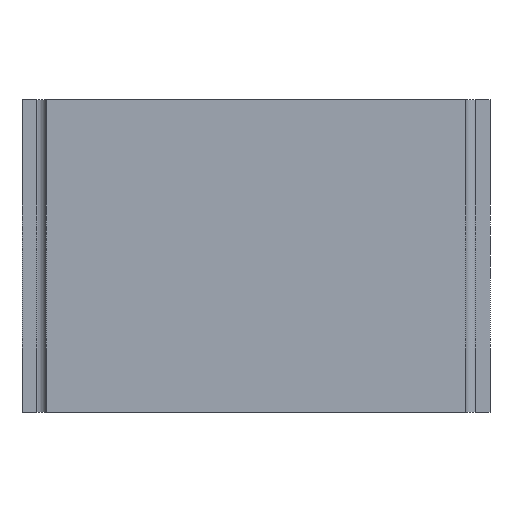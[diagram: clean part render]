
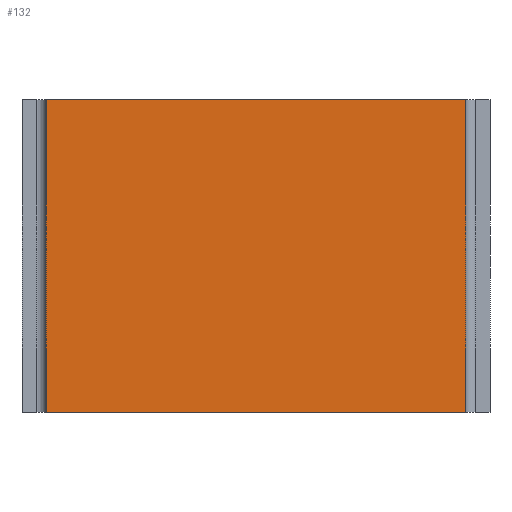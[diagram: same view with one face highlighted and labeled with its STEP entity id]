
A CAD part, left-side view. The second image highlights one B-rep face of the part: STEP entity #132.
In plain terms, the highlighted planar face has unit normal (-1, 0, 0).
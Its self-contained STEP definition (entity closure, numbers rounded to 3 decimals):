
#47 = VERTEX_POINT ( 'NONE', #286 ) ;
#48 = ORIENTED_EDGE ( 'NONE', *, *, #66, .T. ) ;
#60 = DIRECTION ( 'NONE',  ( 0., -1., 0. ) ) ;
#66 = EDGE_CURVE ( 'NONE', #667, #418, #711, .T. ) ;
#67 = CARTESIAN_POINT ( 'NONE',  ( -35., 10.75, 8. ) ) ;
#70 = AXIS2_PLACEMENT_3D ( 'NONE', #324, #276, #114 ) ;
#96 = EDGE_CURVE ( 'NONE', #483, #47, #562, .T. ) ;
#114 = DIRECTION ( 'NONE',  ( 0., 0., -1. ) ) ;
#128 = ORIENTED_EDGE ( 'NONE', *, *, #535, .T. ) ;
#132 = ADVANCED_FACE ( 'NONE', ( #657 ), #381, .F. ) ;
#135 = VECTOR ( 'NONE', #652, 1000. ) ;
#137 = CARTESIAN_POINT ( 'NONE',  ( -35., 10.75, -8. ) ) ;
#149 = DIRECTION ( 'NONE',  ( 0., 0., -1. ) ) ;
#230 = CARTESIAN_POINT ( 'NONE',  ( -35., 10.75, -8. ) ) ;
#276 = DIRECTION ( 'NONE',  ( 1., 0., 0. ) ) ;
#286 = CARTESIAN_POINT ( 'NONE',  ( -35., -10.75, 8. ) ) ;
#315 = CARTESIAN_POINT ( 'NONE',  ( -35., -10.75, 8. ) ) ;
#324 = CARTESIAN_POINT ( 'NONE',  ( -35., 10.75, 8. ) ) ;
#350 = CARTESIAN_POINT ( 'NONE',  ( -35., 10.75, 8. ) ) ;
#358 = EDGE_CURVE ( 'NONE', #47, #418, #416, .T. ) ;
#381 = PLANE ( 'NONE',  #70 ) ;
#416 = LINE ( 'NONE', #315, #687 ) ;
#418 = VERTEX_POINT ( 'NONE', #693 ) ;
#423 = VECTOR ( 'NONE', #60, 1000. ) ;
#446 = ORIENTED_EDGE ( 'NONE', *, *, #358, .F. ) ;
#451 = ORIENTED_EDGE ( 'NONE', *, *, #96, .F. ) ;
#483 = VERTEX_POINT ( 'NONE', #350 ) ;
#500 = DIRECTION ( 'NONE',  ( 0., 0., -1. ) ) ;
#535 = EDGE_CURVE ( 'NONE', #483, #667, #710, .T. ) ;
#545 = CARTESIAN_POINT ( 'NONE',  ( -35., 3.99, 8. ) ) ;
#562 = LINE ( 'NONE', #545, #135 ) ;
#594 = EDGE_LOOP ( 'NONE', ( #48, #446, #451, #128 ) ) ;
#652 = DIRECTION ( 'NONE',  ( 0., -1., 0. ) ) ;
#657 = FACE_OUTER_BOUND ( 'NONE', #594, .T. ) ;
#667 = VERTEX_POINT ( 'NONE', #137 ) ;
#687 = VECTOR ( 'NONE', #149, 1000. ) ;
#693 = CARTESIAN_POINT ( 'NONE',  ( -35., -10.75, -8. ) ) ;
#697 = VECTOR ( 'NONE', #500, 1000. ) ;
#710 = LINE ( 'NONE', #67, #697 ) ;
#711 = LINE ( 'NONE', #230, #423 ) ;
